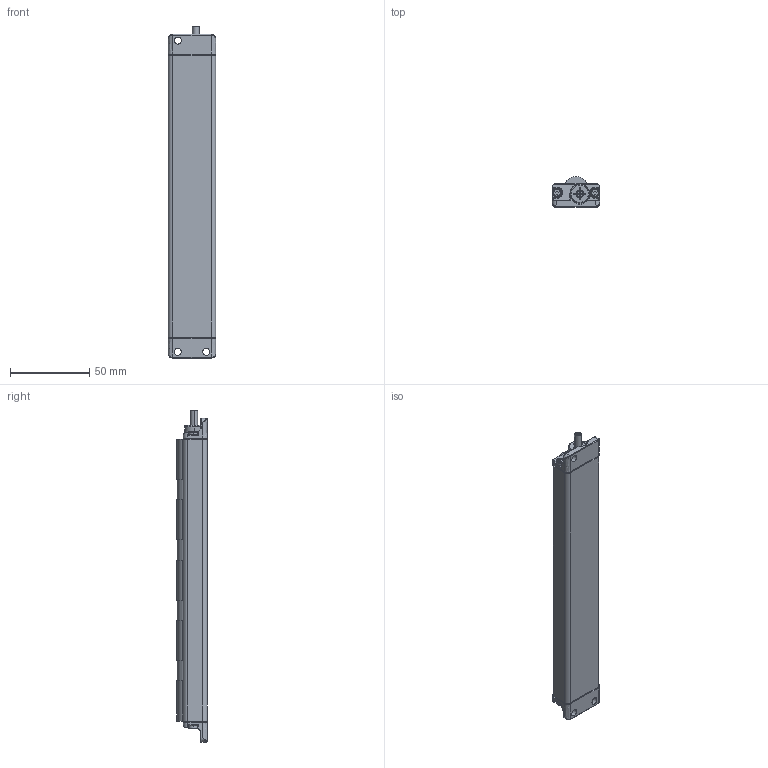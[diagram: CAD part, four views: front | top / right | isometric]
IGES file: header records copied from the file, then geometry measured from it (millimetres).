
Start section:  PTC IGES file: 147728.igs
Global section: file name: 147728.igs; native system: Pro/ENGINEER by Parametric Technology Corporation; preprocessor: 2006170; author: banengservice; organization: Unknown; date: 20090821.102705; units: inch
Bounding box: 29.97 x 19.11 x 209.58 mm (x, y, z)
Volume: 44575.6 mm3; surface area: 43409.8 mm2
Topology: 2 solids, 2 shells, 632 faces, 1641 edges, 1043 vertices
Faces by surface type: bspline 330, revolution 302
